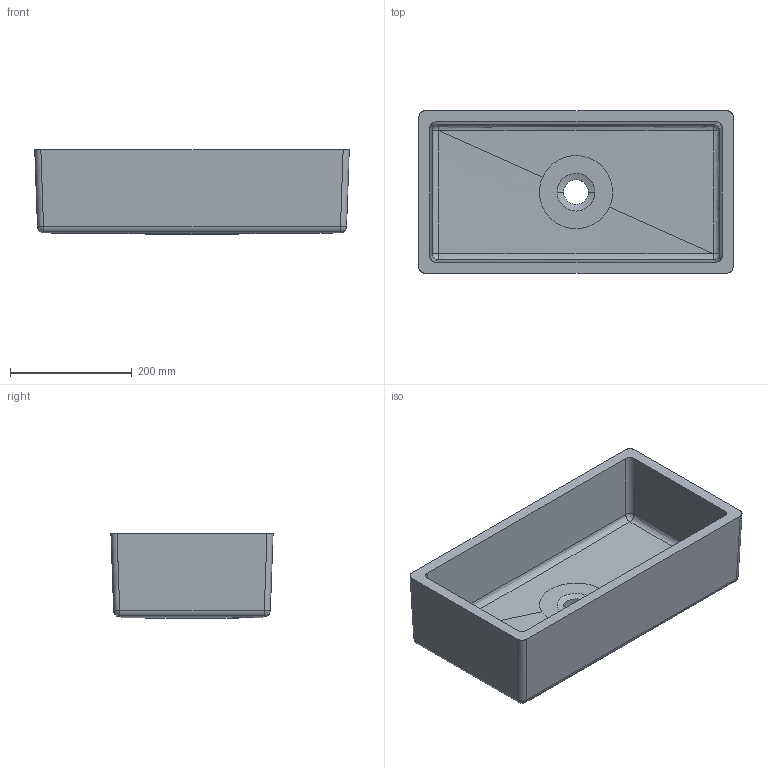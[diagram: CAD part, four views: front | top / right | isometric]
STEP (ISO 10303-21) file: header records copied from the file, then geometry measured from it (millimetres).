
FILE_DESCRIPTION(/* description */ (''),/* implementation_level */ '2;1');
FILE_NAME(/* name */ 'BLOCKI~2',/* time_stamp */ '2022-02-08T14:04:23+02:00',/* author */ (''),/* organization */ (''),/* preprocessor_version */ 'ST-DEVELOPER v15',/* originating_system */ '',/* authorisation */ '');
FILE_SCHEMA (('AUTOMOTIVE_DESIGN'));
Length unit declared in the file: millimetre
Products named in the file (1): Document
Bounding box: 516.02 x 266.02 x 138.19 mm (x, y, z)
Surface area: 622933.5 mm2 (no closed solid volume)
Topology: 0 solids, 1 shells, 48 faces, 130 edges, 62 vertices
Faces by surface type: bspline 32, plane 16
Entity records: 2003 total; most frequent: CARTESIAN_POINT 1286, ORIENTED_EDGE 220, EDGE_CURVE 122, B_SPLINE_CURVE_WITH_KNOTS 84, VERTEX_POINT 62, EDGE_LOOP 52, ADVANCED_FACE 48, FACE_OUTER_BOUND 48
